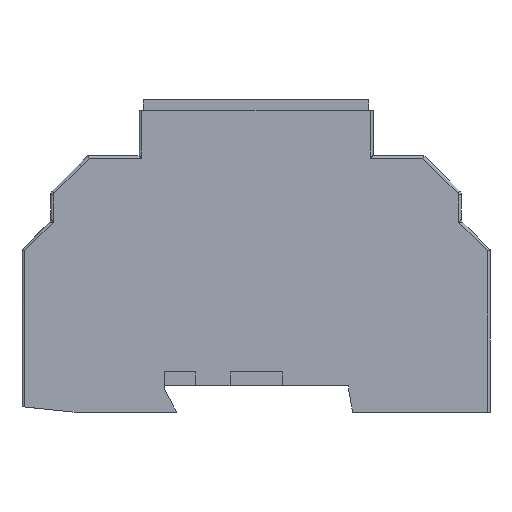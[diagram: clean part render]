
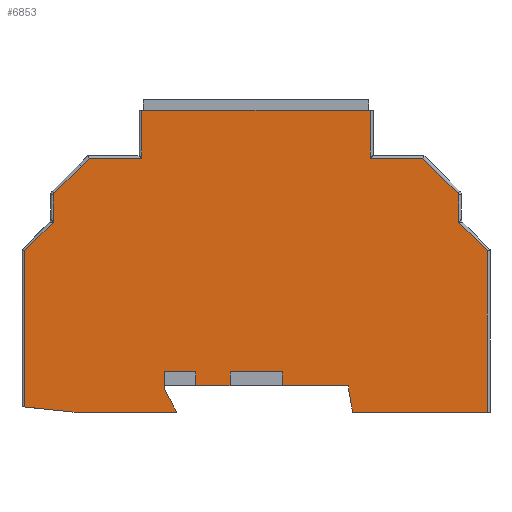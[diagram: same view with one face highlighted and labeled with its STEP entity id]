
A CAD part, front view. The second image highlights one B-rep face of the part: STEP entity #6853.
In plain terms, the highlighted planar face has unit normal (0, -1, 0).
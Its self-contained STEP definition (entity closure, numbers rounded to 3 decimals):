
#160=LINE('',#12573,#962);
#163=LINE('',#12587,#965);
#167=LINE('',#12602,#969);
#181=LINE('',#12631,#983);
#188=LINE('',#12644,#990);
#192=LINE('',#12652,#994);
#210=LINE('',#12688,#1012);
#214=LINE('',#12697,#1016);
#217=LINE('',#12703,#1019);
#220=LINE('',#12709,#1022);
#290=LINE('',#12856,#1092);
#294=LINE('',#12862,#1096);
#319=LINE('',#12906,#1121);
#320=LINE('',#12907,#1122);
#321=LINE('',#12909,#1123);
#322=LINE('',#12910,#1124);
#323=LINE('',#12912,#1125);
#324=LINE('',#12916,#1126);
#325=LINE('',#12918,#1127);
#326=LINE('',#12920,#1128);
#327=LINE('',#12922,#1129);
#328=LINE('',#12924,#1130);
#329=LINE('',#12926,#1131);
#330=LINE('',#12928,#1132);
#331=LINE('',#12930,#1133);
#332=LINE('',#12934,#1134);
#333=LINE('',#12936,#1135);
#334=LINE('',#12937,#1136);
#962=VECTOR('',#10616,1000.);
#965=VECTOR('',#10629,1000.);
#969=VECTOR('',#10643,1000.);
#983=VECTOR('',#10661,1000.);
#990=VECTOR('',#10672,1000.);
#994=VECTOR('',#10678,1000.);
#1012=VECTOR('',#10702,1000.);
#1016=VECTOR('',#10708,1000.);
#1019=VECTOR('',#10713,1000.);
#1022=VECTOR('',#10718,1000.);
#1092=VECTOR('',#10858,1000.);
#1096=VECTOR('',#10866,1000.);
#1121=VECTOR('',#10901,1000.);
#1122=VECTOR('',#10902,1000.);
#1123=VECTOR('',#10905,1000.);
#1124=VECTOR('',#10906,1000.);
#1125=VECTOR('',#10907,1000.);
#1126=VECTOR('',#10910,1000.);
#1127=VECTOR('',#10911,1000.);
#1128=VECTOR('',#10912,1000.);
#1129=VECTOR('',#10913,1000.);
#1130=VECTOR('',#10914,1000.);
#1131=VECTOR('',#10915,1000.);
#1132=VECTOR('',#10916,1000.);
#1133=VECTOR('',#10917,1000.);
#1134=VECTOR('',#10920,1000.);
#1135=VECTOR('',#10921,1000.);
#1136=VECTOR('',#10922,1000.);
#2199=ORIENTED_EDGE('',*,*,#3827,.T.);
#2200=ORIENTED_EDGE('',*,*,#3976,.T.);
#2201=ORIENTED_EDGE('',*,*,#3838,.F.);
#2202=ORIENTED_EDGE('',*,*,#3977,.F.);
#2203=ORIENTED_EDGE('',*,*,#3834,.F.);
#2204=ORIENTED_EDGE('',*,*,#3975,.T.);
#2205=ORIENTED_EDGE('',*,*,#3860,.T.);
#2206=ORIENTED_EDGE('',*,*,#3863,.T.);
#2207=ORIENTED_EDGE('',*,*,#3944,.T.);
#2208=ORIENTED_EDGE('',*,*,#3800,.T.);
#2209=ORIENTED_EDGE('',*,*,#3978,.F.);
#2210=ORIENTED_EDGE('',*,*,#3979,.F.);
#2211=ORIENTED_EDGE('',*,*,#3980,.F.);
#2212=ORIENTED_EDGE('',*,*,#3981,.T.);
#2213=ORIENTED_EDGE('',*,*,#3982,.F.);
#2214=ORIENTED_EDGE('',*,*,#3983,.F.);
#2215=ORIENTED_EDGE('',*,*,#3984,.F.);
#2216=ORIENTED_EDGE('',*,*,#3985,.F.);
#2217=ORIENTED_EDGE('',*,*,#3986,.F.);
#2218=ORIENTED_EDGE('',*,*,#3987,.T.);
#2219=ORIENTED_EDGE('',*,*,#3988,.T.);
#2220=ORIENTED_EDGE('',*,*,#3989,.F.);
#2221=ORIENTED_EDGE('',*,*,#3990,.T.);
#2222=ORIENTED_EDGE('',*,*,#3991,.T.);
#2223=ORIENTED_EDGE('',*,*,#3806,.F.);
#2224=ORIENTED_EDGE('',*,*,#3813,.F.);
#2225=ORIENTED_EDGE('',*,*,#3948,.T.);
#2226=ORIENTED_EDGE('',*,*,#3866,.T.);
#2227=ORIENTED_EDGE('',*,*,#3856,.T.);
#2228=ORIENTED_EDGE('',*,*,#3992,.F.);
#3800=EDGE_CURVE('',#4751,#4753,#160,.T.);
#3806=EDGE_CURVE('',#4759,#4760,#163,.T.);
#3813=EDGE_CURVE('',#4766,#4759,#167,.T.);
#3827=EDGE_CURVE('',#4779,#4778,#181,.T.);
#3834=EDGE_CURVE('',#4783,#4784,#188,.T.);
#3838=EDGE_CURVE('',#4786,#4787,#192,.T.);
#3856=EDGE_CURVE('',#4796,#4800,#210,.T.);
#3860=EDGE_CURVE('',#4801,#4804,#214,.T.);
#3863=EDGE_CURVE('',#4804,#4806,#217,.T.);
#3866=EDGE_CURVE('',#4807,#4796,#220,.T.);
#3944=EDGE_CURVE('',#4806,#4751,#290,.T.);
#3948=EDGE_CURVE('',#4766,#4807,#294,.T.);
#3975=EDGE_CURVE('',#4783,#4801,#319,.T.);
#3976=EDGE_CURVE('',#4778,#4787,#320,.T.);
#3977=EDGE_CURVE('',#4784,#4786,#321,.T.);
#3978=EDGE_CURVE('',#4865,#4753,#322,.T.);
#3979=EDGE_CURVE('',#4866,#4865,#323,.T.);
#3980=EDGE_CURVE('',#4867,#4866,#5312,.T.);
#3981=EDGE_CURVE('',#4867,#4868,#324,.T.);
#3982=EDGE_CURVE('',#4869,#4868,#325,.T.);
#3983=EDGE_CURVE('',#4870,#4869,#326,.T.);
#3984=EDGE_CURVE('',#4871,#4870,#327,.T.);
#3985=EDGE_CURVE('',#4872,#4871,#328,.T.);
#3986=EDGE_CURVE('',#4873,#4872,#329,.T.);
#3987=EDGE_CURVE('',#4873,#4874,#330,.T.);
#3988=EDGE_CURVE('',#4874,#4875,#331,.T.);
#3989=EDGE_CURVE('',#4876,#4875,#5313,.T.);
#3990=EDGE_CURVE('',#4876,#4877,#332,.T.);
#3991=EDGE_CURVE('',#4877,#4760,#333,.T.);
#3992=EDGE_CURVE('',#4779,#4800,#334,.T.);
#4751=VERTEX_POINT('',#12568);
#4753=VERTEX_POINT('',#12572);
#4759=VERTEX_POINT('',#12586);
#4760=VERTEX_POINT('',#12588);
#4766=VERTEX_POINT('',#12603);
#4778=VERTEX_POINT('',#12630);
#4779=VERTEX_POINT('',#12632);
#4783=VERTEX_POINT('',#12645);
#4784=VERTEX_POINT('',#12646);
#4786=VERTEX_POINT('',#12653);
#4787=VERTEX_POINT('',#12654);
#4796=VERTEX_POINT('',#12679);
#4800=VERTEX_POINT('',#12687);
#4801=VERTEX_POINT('',#12691);
#4804=VERTEX_POINT('',#12696);
#4806=VERTEX_POINT('',#12702);
#4807=VERTEX_POINT('',#12706);
#4865=VERTEX_POINT('',#12911);
#4866=VERTEX_POINT('',#12913);
#4867=VERTEX_POINT('',#12915);
#4868=VERTEX_POINT('',#12917);
#4869=VERTEX_POINT('',#12919);
#4870=VERTEX_POINT('',#12921);
#4871=VERTEX_POINT('',#12923);
#4872=VERTEX_POINT('',#12925);
#4873=VERTEX_POINT('',#12927);
#4874=VERTEX_POINT('',#12929);
#4875=VERTEX_POINT('',#12931);
#4876=VERTEX_POINT('',#12933);
#4877=VERTEX_POINT('',#12935);
#5312=CIRCLE('',#9984,0.5);
#5313=CIRCLE('',#9985,0.5);
#5518=EDGE_LOOP('',(#2199,#2200,#2201,#2202,#2203,#2204,#2205,#2206,#2207,
#2208,#2209,#2210,#2211,#2212,#2213,#2214,#2215,#2216,#2217,#2218,#2219,
#2220,#2221,#2222,#2223,#2224,#2225,#2226,#2227,#2228));
#6040=FACE_BOUND('',#5518,.T.);
#6548=PLANE('',#9983);
#6853=ADVANCED_FACE('',(#6040),#6548,.T.);
#9983=AXIS2_PLACEMENT_3D('',#12908,#10903,#10904);
#9984=AXIS2_PLACEMENT_3D('',#12914,#10908,#10909);
#9985=AXIS2_PLACEMENT_3D('',#12932,#10918,#10919);
#10616=DIRECTION('',(0.,0.,1.));
#10629=DIRECTION('',(0.,0.,1.));
#10643=DIRECTION('',(-0.995,0.,0.105));
#10661=DIRECTION('',(0.,0.,-1.));
#10672=DIRECTION('',(0.,0.,1.));
#10678=DIRECTION('',(0.,0.,-1.));
#10702=DIRECTION('',(0.,0.,1.));
#10708=DIRECTION('',(0.,0.,-1.));
#10713=DIRECTION('',(0.174,0.,-0.985));
#10718=DIRECTION('',(-0.476,0.,0.88));
#10858=DIRECTION('',(1.,0.,0.));
#10866=DIRECTION('',(1.,0.,0.));
#10901=DIRECTION('',(1.,0.,0.));
#10902=DIRECTION('',(1.,0.,0.));
#10903=DIRECTION('',(0.,-1.,0.));
#10904=DIRECTION('',(1.,0.,0.));
#10905=DIRECTION('',(-1.,0.,0.));
#10906=DIRECTION('',(0.707,0.,-0.707));
#10907=DIRECTION('',(0.,0.,-1.));
#10908=DIRECTION('',(0.,1.,0.));
#10909=DIRECTION('',(0.,0.,-1.));
#10910=DIRECTION('',(-0.709,0.,0.705));
#10911=DIRECTION('',(1.,0.,0.));
#10912=DIRECTION('',(0.,0.,-1.));
#10913=DIRECTION('',(1.,0.,0.));
#10914=DIRECTION('',(0.,0.,1.));
#10915=DIRECTION('',(1.,0.,0.));
#10916=DIRECTION('',(-0.707,0.,-0.707));
#10917=DIRECTION('',(-0.709,0.,-0.705));
#10918=DIRECTION('',(0.,1.,0.));
#10919=DIRECTION('',(0.,0.,-1.));
#10920=DIRECTION('',(0.,0.,-1.));
#10921=DIRECTION('',(-0.707,0.,-0.707));
#10922=DIRECTION('',(-1.,0.,0.));
#12568=CARTESIAN_POINT('',(44.5,-18.,-12.));
#12572=CARTESIAN_POINT('',(44.5,-18.,19.003));
#12573=CARTESIAN_POINT('',(44.5,-18.,-6.9));
#12586=CARTESIAN_POINT('',(-44.5,-18.,-11.002));
#12587=CARTESIAN_POINT('',(-44.5,-18.,-6.9));
#12588=CARTESIAN_POINT('',(-44.5,-18.,19.003));
#12602=CARTESIAN_POINT('',(-45.421,-18.,-10.905));
#12603=CARTESIAN_POINT('',(-35.,-18.,-12.));
#12630=CARTESIAN_POINT('',(-11.6,-18.,-6.9));
#12631=CARTESIAN_POINT('',(-11.6,-18.,43.9));
#12632=CARTESIAN_POINT('',(-11.6,-18.,-4.25));
#12644=CARTESIAN_POINT('',(5.,-18.,-6.9));
#12645=CARTESIAN_POINT('',(5.,-18.,-6.9));
#12646=CARTESIAN_POINT('',(5.,-18.,-4.25));
#12652=CARTESIAN_POINT('',(-5.,-18.,-6.9));
#12653=CARTESIAN_POINT('',(-5.,-18.,-4.25));
#12654=CARTESIAN_POINT('',(-5.,-18.,-6.9));
#12679=CARTESIAN_POINT('',(-17.6,-18.,-7.65));
#12687=CARTESIAN_POINT('',(-17.6,-18.,-4.25));
#12688=CARTESIAN_POINT('',(-17.6,-18.,-6.9));
#12691=CARTESIAN_POINT('',(17.8,-18.,-6.9));
#12696=CARTESIAN_POINT('',(17.8,-18.,-7.65));
#12697=CARTESIAN_POINT('',(17.8,-18.,-6.9));
#12702=CARTESIAN_POINT('',(18.567,-18.,-12.));
#12703=CARTESIAN_POINT('',(15.778,-18.,3.817));
#12706=CARTESIAN_POINT('',(-15.248,-18.,-12.));
#12709=CARTESIAN_POINT('',(-24.112,-18.,4.394));
#12856=CARTESIAN_POINT('',(-45.,-18.,-12.));
#12862=CARTESIAN_POINT('',(-45.,-18.,-12.));
#12906=CARTESIAN_POINT('',(-45.,-18.,-6.9));
#12907=CARTESIAN_POINT('',(-45.,-18.,-6.9));
#12908=CARTESIAN_POINT('',(-45.,-18.,-6.9));
#12909=CARTESIAN_POINT('',(-45.,-18.,-4.25));
#12910=CARTESIAN_POINT('',(39.146,-18.,24.356));
#12911=CARTESIAN_POINT('',(39.,-18.,24.503));
#12912=CARTESIAN_POINT('',(39.,-18.,20.9));
#12913=CARTESIAN_POINT('',(39.,-18.,29.779));
#12914=CARTESIAN_POINT('',(38.5,-18.,29.779));
#12915=CARTESIAN_POINT('',(38.852,-18.,30.134));
#12916=CARTESIAN_POINT('',(12.597,-18.,56.222));
#12917=CARTESIAN_POINT('',(32.093,-18.,36.85));
#12918=CARTESIAN_POINT('',(22.5,-18.,36.85));
#12919=CARTESIAN_POINT('',(22.,-18.,36.85));
#12920=CARTESIAN_POINT('',(22.,-18.,52.63));
#12921=CARTESIAN_POINT('',(22.,-18.,46.05));
#12922=CARTESIAN_POINT('',(-22.5,-18.,46.05));
#12923=CARTESIAN_POINT('',(-22.,-18.,46.05));
#12924=CARTESIAN_POINT('',(-22.,-18.,37.35));
#12925=CARTESIAN_POINT('',(-22.,-18.,36.85));
#12926=CARTESIAN_POINT('',(-32.31,-18.,36.85));
#12927=CARTESIAN_POINT('',(-32.103,-18.,36.85));
#12928=CARTESIAN_POINT('',(-33.646,-18.,35.306));
#12929=CARTESIAN_POINT('',(-33.648,-18.,35.305));
#12930=CARTESIAN_POINT('',(-39.148,-18.,29.84));
#12931=CARTESIAN_POINT('',(-38.852,-18.,30.134));
#12932=CARTESIAN_POINT('',(-38.5,-18.,29.779));
#12933=CARTESIAN_POINT('',(-39.,-18.,29.779));
#12934=CARTESIAN_POINT('',(-39.,-18.,24.71));
#12935=CARTESIAN_POINT('',(-39.,-18.,24.503));
#12936=CARTESIAN_POINT('',(-44.646,-18.,18.856));
#12937=CARTESIAN_POINT('',(-45.,-18.,-4.25));
